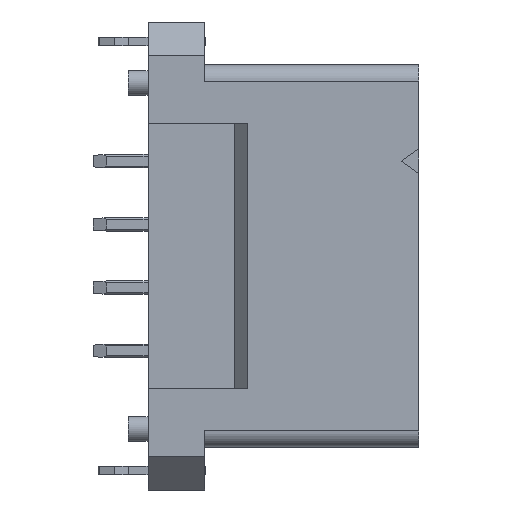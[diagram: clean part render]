
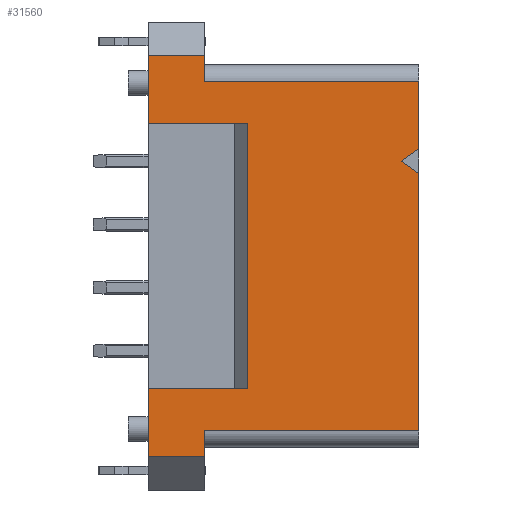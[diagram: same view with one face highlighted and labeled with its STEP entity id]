
A CAD part, left-side view. The second image highlights one B-rep face of the part: STEP entity #31560.
In plain terms, the highlighted planar face has unit normal (-1, 0, 0).
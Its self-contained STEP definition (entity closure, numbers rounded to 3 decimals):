
#11930=CARTESIAN_POINT('',(-11.523,16.981,-31.448));
#11940=VERTEX_POINT('',#11930);
#12110=CARTESIAN_POINT('',(-11.523,18.031,-32.198));
#12120=VERTEX_POINT('',#12110);
#12150=CARTESIAN_POINT('',(-11.523,25.881,-37.805));
#12160=DIRECTION('',(0.,-0.814,
0.581));
#12170=VECTOR('',#12160,1.);
#12180=LINE('',#12150,#12170);
#12190=EDGE_CURVE('',#12120,#11940,#12180,.T.);
#14380=CARTESIAN_POINT('',(-11.523,33.281,-50.003));
#14390=VERTEX_POINT('',#14380);
#14440=CARTESIAN_POINT('',(-11.523,25.881,-50.003));
#14450=DIRECTION('',(0.,1.,0.));
#14460=VECTOR('',#14450,1.);
#14470=LINE('',#14440,#14460);
#14480=CARTESIAN_POINT('',(-11.523,29.881,-50.003));
#14490=VERTEX_POINT('',#14480);
#14500=EDGE_CURVE('',#14490,#14390,#14470,.T.);
#14780=CARTESIAN_POINT('',(-11.523,33.281,-25.823));
#14790=VERTEX_POINT('',#14780);
#14870=CARTESIAN_POINT('',(-11.523,29.881,-25.823));
#14880=VERTEX_POINT('',#14870);
#14910=CARTESIAN_POINT('',(-11.523,25.881,-25.823));
#14920=DIRECTION('',(0.,1.,0.));
#14930=VECTOR('',#14920,1.);
#14940=LINE('',#14910,#14930);
#14950=EDGE_CURVE('',#14880,#14790,#14940,.T.);
#15640=CARTESIAN_POINT('',(-11.523,16.981,-48.428));
#15650=VERTEX_POINT('',#15640);
#15810=CARTESIAN_POINT('',(-11.523,29.881,-48.428));
#15820=VERTEX_POINT('',#15810);
#15850=CARTESIAN_POINT('',(-11.523,25.881,-48.428));
#15860=DIRECTION('',(0.,1.,0.));
#15870=VECTOR('',#15860,1.);
#15880=LINE('',#15850,#15870);
#15890=EDGE_CURVE('',#15650,#15820,#15880,.T.);
#17470=CARTESIAN_POINT('',(-11.523,16.981,-32.948));
#17480=VERTEX_POINT('',#17470);
#17510=CARTESIAN_POINT('',(-11.523,25.881,-26.59));
#17520=DIRECTION('',(0.,0.814,
0.581));
#17530=VECTOR('',#17520,1.);
#17540=LINE('',#17510,#17530);
#17550=EDGE_CURVE('',#17480,#12120,#17540,.T.);
#18530=CARTESIAN_POINT('',(-11.523,27.281,-45.907));
#18540=VERTEX_POINT('',#18530);
#18620=CARTESIAN_POINT('',(-11.523,27.281,-29.918));
#18630=VERTEX_POINT('',#18620);
#18660=CARTESIAN_POINT('',(-11.523,27.281,-25.148));
#18670=DIRECTION('',(0.,0.,1.));
#18680=VECTOR('',#18670,1.);
#18690=LINE('',#18660,#18680);
#18700=EDGE_CURVE('',#18540,#18630,#18690,.T.);
#22380=CARTESIAN_POINT('',(-11.523,33.281,-45.907));
#22390=VERTEX_POINT('',#22380);
#22440=CARTESIAN_POINT('',(-11.523,25.881,-45.907));
#22450=DIRECTION('',(0.,1.,0.));
#22460=VECTOR('',#22450,1.);
#22470=LINE('',#22440,#22460);
#22480=EDGE_CURVE('',#18540,#22390,#22470,.T.);
#22880=CARTESIAN_POINT('',(-11.523,29.881,-25.148));
#22890=DIRECTION('',(0.,0.,1.));
#22900=VECTOR('',#22890,1.);
#22910=LINE('',#22880,#22900);
#22920=EDGE_CURVE('',#14490,#15820,#22910,.T.);
#24020=CARTESIAN_POINT('',(-11.523,29.881,-27.398));
#24030=VERTEX_POINT('',#24020);
#24060=CARTESIAN_POINT('',(-11.523,29.881,-25.148));
#24070=DIRECTION('',(0.,0.,1.));
#24080=VECTOR('',#24070,1.);
#24090=LINE('',#24060,#24080);
#24100=EDGE_CURVE('',#24030,#14880,#24090,.T.);
#29780=CARTESIAN_POINT('',(-11.523,16.981,-21.338));
#29790=DIRECTION('',(0.,0.,-1.));
#29800=VECTOR('',#29790,1.);
#29810=LINE('',#29780,#29800);
#29820=EDGE_CURVE('',#17480,#15650,#29810,.T.);
#29870=CARTESIAN_POINT('',(-11.523,16.981,-25.148));
#29880=DIRECTION('',(0.,0.,-1.));
#29890=VECTOR('',#29880,1.);
#29900=LINE('',#29870,#29890);
#29910=CARTESIAN_POINT('',(-11.523,16.981,-27.398));
#29920=VERTEX_POINT('',#29910);
#29930=EDGE_CURVE('',#29920,#11940,#29900,.T.);
#30770=CARTESIAN_POINT('',(-11.523,25.881,-27.398));
#30780=DIRECTION('',(0.,1.,0.));
#30790=VECTOR('',#30780,1.);
#30800=LINE('',#30770,#30790);
#30810=EDGE_CURVE('',#29920,#24030,#30800,.T.);
#31170=CARTESIAN_POINT('',(-11.523,30.668,-27.964
));
#31180=DIRECTION('',(-1.,0.,0.));
#31190=DIRECTION('',(0.,1.,0.));
#31200=AXIS2_PLACEMENT_3D('',#31170,#31180,#31190);
#31210=PLANE('',#31200);
#31220=ORIENTED_EDGE('',*,*,#15890,.F.);
#31230=ORIENTED_EDGE('',*,*,#22920,.T.);
#31240=ORIENTED_EDGE('',*,*,#14500,.F.);
#31250=CARTESIAN_POINT('',(-11.523,33.281,-66.198));
#31260=DIRECTION('',(0.,0.,1.));
#31270=VECTOR('',#31260,1.);
#31280=LINE('',#31250,#31270);
#31290=EDGE_CURVE('',#14390,#22390,#31280,.T.);
#31300=ORIENTED_EDGE('',*,*,#31290,.F.);
#31310=ORIENTED_EDGE('',*,*,#22480,.T.);
#31320=ORIENTED_EDGE('',*,*,#18700,.F.);
#31330=CARTESIAN_POINT('',(-11.523,25.881,-29.918));
#31340=DIRECTION('',(0.,-1.,0.));
#31350=VECTOR('',#31340,1.);
#31360=LINE('',#31330,#31350);
#31370=CARTESIAN_POINT('',(-11.523,33.281,-29.918));
#31380=VERTEX_POINT('',#31370);
#31390=EDGE_CURVE('',#31380,#18630,#31360,.T.);
#31400=ORIENTED_EDGE('',*,*,#31390,.T.);
#31410=CARTESIAN_POINT('',(-11.523,33.281,-25.148));
#31420=DIRECTION('',(0.,0.,-1.));
#31430=VECTOR('',#31420,1.);
#31440=LINE('',#31410,#31430);
#31450=EDGE_CURVE('',#14790,#31380,#31440,.T.);
#31460=ORIENTED_EDGE('',*,*,#31450,.T.);
#31470=ORIENTED_EDGE('',*,*,#14950,.T.);
#31480=ORIENTED_EDGE('',*,*,#24100,.T.);
#31490=ORIENTED_EDGE('',*,*,#30810,.T.);
#31500=ORIENTED_EDGE('',*,*,#29930,.F.);
#31510=ORIENTED_EDGE('',*,*,#12190,.T.);
#31520=ORIENTED_EDGE('',*,*,#17550,.T.);
#31530=ORIENTED_EDGE('',*,*,#29820,.F.);
#31540=EDGE_LOOP('',(#31530,#31520,#31510,#31500,#31490,#31480,#31470,
#31460,#31400,#31320,#31310,#31300,#31240,#31230,#31220));
#31550=FACE_OUTER_BOUND('',#31540,.T.);
#31560=ADVANCED_FACE('',(#31550),#31210,.T.);
